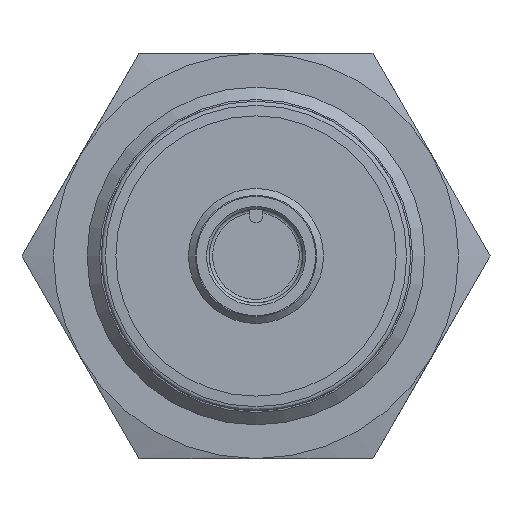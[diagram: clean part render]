
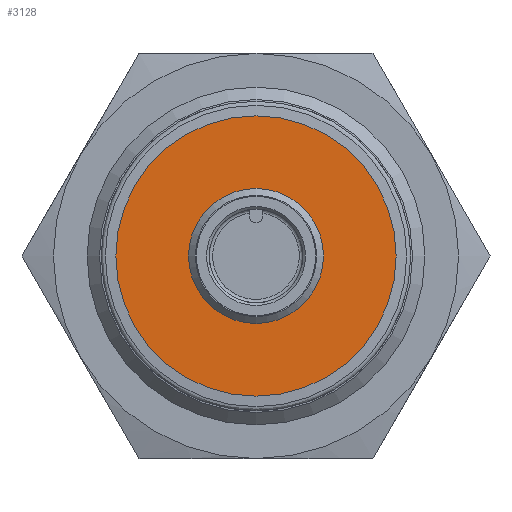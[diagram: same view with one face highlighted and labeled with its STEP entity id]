
A CAD part, left-side view. The second image highlights one B-rep face of the part: STEP entity #3128.
In plain terms, the highlighted planar face has unit normal (-1, 0, 0).
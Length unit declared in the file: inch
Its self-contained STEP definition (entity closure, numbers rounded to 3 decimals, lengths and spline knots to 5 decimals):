
#144 = CARTESIAN_POINT ( 'NONE',  ( 0.48031, 0., 0.22441 ) ) ;
#294 = ORIENTED_EDGE ( 'NONE', *, *, #3216, .F. ) ;
#298 = EDGE_LOOP ( 'NONE', ( #294 ) ) ;
#368 = CARTESIAN_POINT ( 'NONE',  ( 0.48031, 0., 0. ) ) ;
#464 = AXIS2_PLACEMENT_3D ( 'NONE', #368, #1588, #994 ) ;
#473 = CARTESIAN_POINT ( 'NONE',  ( 0.48031, 0.49016, 0. ) ) ;
#646 = FACE_OUTER_BOUND ( 'NONE', #1392, .T. ) ;
#660 = DIRECTION ( 'NONE',  ( 0., 0., -1. ) ) ;
#687 = AXIS2_PLACEMENT_3D ( 'NONE', #3168, #1889, #660 ) ;
#722 = PLANE ( 'NONE',  #687 ) ;
#994 = DIRECTION ( 'NONE',  ( 0., 1., 0. ) ) ;
#1046 = CARTESIAN_POINT ( 'NONE',  ( 0.48031, 0., -0.22441 ) ) ;
#1255 = VERTEX_POINT ( 'NONE', #473 ) ;
#1392 = EDGE_LOOP ( 'NONE', ( #3846 ) ) ;
#1411 =( BOUNDED_CURVE ( )  B_SPLINE_CURVE ( 3, ( #1046, #2280, #1669, #144, #3304, #2392, #2381 ),
 .UNSPECIFIED., .T., .F. ) 
 B_SPLINE_CURVE_WITH_KNOTS ( ( 4, 3, 4 ),
 ( 0., 0.5, 1. ),
 .UNSPECIFIED. ) 
 CURVE ( )  GEOMETRIC_REPRESENTATION_ITEM ( )  RATIONAL_B_SPLINE_CURVE ( ( 1., 0.333, 0.333, 1., 0.333, 0.333, 1. ) ) 
 REPRESENTATION_ITEM ( '' )  );
#1588 = DIRECTION ( 'NONE',  ( 1., 0., 0. ) ) ;
#1657 = CIRCLE ( 'NONE', #464, 0.49016 ) ;
#1669 = CARTESIAN_POINT ( 'NONE',  ( 0.48031, -0.44882, 0.22441 ) ) ;
#1889 = DIRECTION ( 'NONE',  ( 1., 0., 0. ) ) ;
#2280 = CARTESIAN_POINT ( 'NONE',  ( 0.48031, -0.44882, -0.22441 ) ) ;
#2283 = FACE_BOUND ( 'NONE', #298, .T. ) ;
#2381 = CARTESIAN_POINT ( 'NONE',  ( 0.48031, 0., -0.22441 ) ) ;
#2392 = CARTESIAN_POINT ( 'NONE',  ( 0.48031, 0.44882, -0.22441 ) ) ;
#2445 = VERTEX_POINT ( 'NONE', #2939 ) ;
#2939 = CARTESIAN_POINT ( 'NONE',  ( 0.48031, 0., -0.22441 ) ) ;
#3128 = ADVANCED_FACE ( 'NONE', ( #2283, #646 ), #722, .F. ) ;
#3168 = CARTESIAN_POINT ( 'NONE',  ( 0.48031, 0.22441, 0. ) ) ;
#3216 = EDGE_CURVE ( 'NONE', #2445, #2445, #1411, .T. ) ;
#3304 = CARTESIAN_POINT ( 'NONE',  ( 0.48031, 0.44882, 0.22441 ) ) ;
#3775 = EDGE_CURVE ( 'NONE', #1255, #1255, #1657, .T. ) ;
#3846 = ORIENTED_EDGE ( 'NONE', *, *, #3775, .F. ) ;
